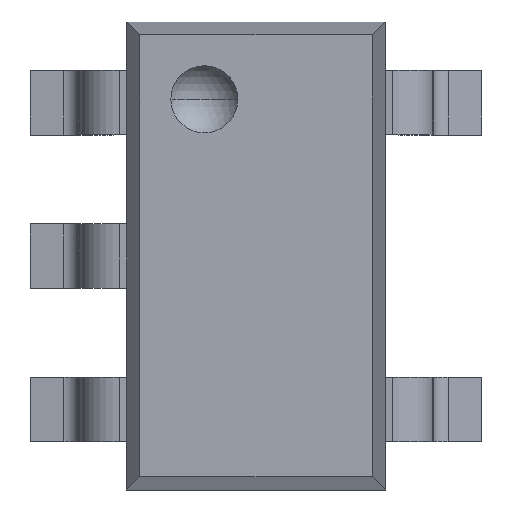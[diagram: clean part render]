
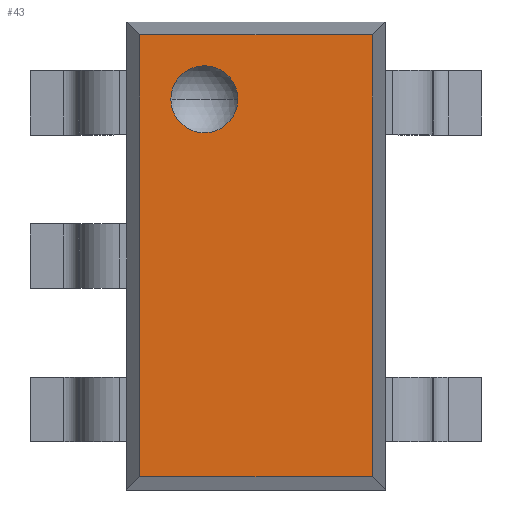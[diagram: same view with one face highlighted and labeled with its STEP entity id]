
A CAD part, top view. The second image highlights one B-rep face of the part: STEP entity #43.
In plain terms, the highlighted planar face has unit normal (0, 0, 1).
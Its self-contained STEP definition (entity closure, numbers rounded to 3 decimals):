
#22 = VERTEX_POINT('',#23);
#23 = CARTESIAN_POINT('',(-0.528,0.97,1.45));
#24 = VERTEX_POINT('',#25);
#25 = CARTESIAN_POINT('',(-0.112,0.97,1.45));
#32 = EDGE_CURVE('',#24,#22,#33,.T.);
#33 = CIRCLE('',#34,0.208);
#34 = AXIS2_PLACEMENT_3D('',#35,#36,#37);
#35 = CARTESIAN_POINT('',(-0.32,0.97,1.45));
#36 = DIRECTION('',(0.,0.,1.));
#37 = DIRECTION('',(0.,1.,0.));
#43 = ADVANCED_FACE('',(#44,#78),#88,.F.);
#44 = FACE_BOUND('',#45,.T.);
#45 = EDGE_LOOP('',(#46,#56,#64,#72));
#46 = ORIENTED_EDGE('',*,*,#47,.T.);
#47 = EDGE_CURVE('',#48,#50,#52,.T.);
#48 = VERTEX_POINT('',#49);
#49 = CARTESIAN_POINT('',(-0.719,-1.369,1.45));
#50 = VERTEX_POINT('',#51);
#51 = CARTESIAN_POINT('',(0.719,-1.369,1.45));
#52 = LINE('',#53,#54);
#53 = CARTESIAN_POINT('',(0.8,-1.369,1.45));
#54 = VECTOR('',#55,1.);
#55 = DIRECTION('',(1.,0.,0.));
#56 = ORIENTED_EDGE('',*,*,#57,.T.);
#57 = EDGE_CURVE('',#50,#58,#60,.T.);
#58 = VERTEX_POINT('',#59);
#59 = CARTESIAN_POINT('',(0.719,1.369,1.45));
#60 = LINE('',#61,#62);
#61 = CARTESIAN_POINT('',(0.719,-1.45,1.45));
#62 = VECTOR('',#63,1.);
#63 = DIRECTION('',(0.,1.,0.));
#64 = ORIENTED_EDGE('',*,*,#65,.T.);
#65 = EDGE_CURVE('',#58,#66,#68,.T.);
#66 = VERTEX_POINT('',#67);
#67 = CARTESIAN_POINT('',(-0.719,1.369,1.45));
#68 = LINE('',#69,#70);
#69 = CARTESIAN_POINT('',(0.8,1.369,1.45));
#70 = VECTOR('',#71,1.);
#71 = DIRECTION('',(-1.,0.,0.));
#72 = ORIENTED_EDGE('',*,*,#73,.T.);
#73 = EDGE_CURVE('',#66,#48,#74,.T.);
#74 = LINE('',#75,#76);
#75 = CARTESIAN_POINT('',(-0.719,-1.45,1.45));
#76 = VECTOR('',#77,1.);
#77 = DIRECTION('',(0.,-1.,0.));
#78 = FACE_BOUND('',#79,.T.);
#79 = EDGE_LOOP('',(#80,#87));
#80 = ORIENTED_EDGE('',*,*,#81,.F.);
#81 = EDGE_CURVE('',#22,#24,#82,.T.);
#82 = CIRCLE('',#83,0.208);
#83 = AXIS2_PLACEMENT_3D('',#84,#85,#86);
#84 = CARTESIAN_POINT('',(-0.32,0.97,1.45));
#85 = DIRECTION('',(0.,0.,1.));
#86 = DIRECTION('',(0.,1.,0.));
#87 = ORIENTED_EDGE('',*,*,#32,.F.);
#88 = PLANE('',#89);
#89 = AXIS2_PLACEMENT_3D('',#90,#91,#92);
#90 = CARTESIAN_POINT('',(0.8,-1.45,1.45));
#91 = DIRECTION('',(0.,0.,-1.));
#92 = DIRECTION('',(0.,1.,0.));
